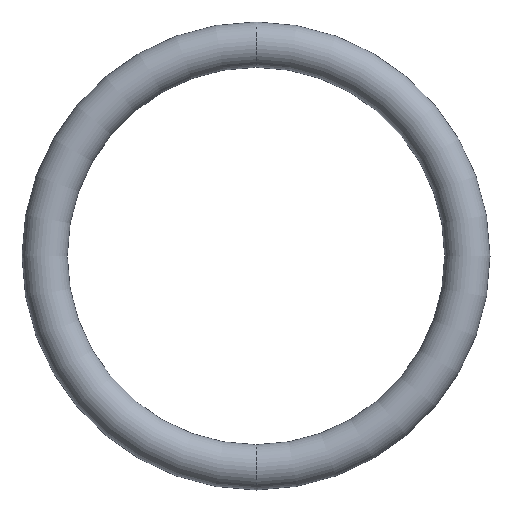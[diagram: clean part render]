
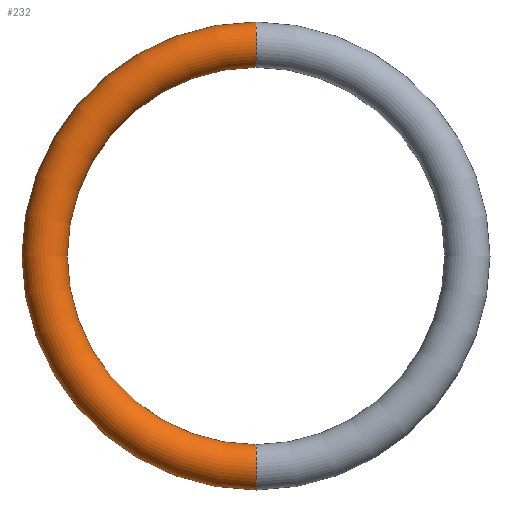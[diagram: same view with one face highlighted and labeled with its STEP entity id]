
A CAD part, front view. The second image highlights one B-rep face of the part: STEP entity #232.
In plain terms, the highlighted toroidal (fillet/blend) face has major radius 56 mm and minor radius 6 mm.
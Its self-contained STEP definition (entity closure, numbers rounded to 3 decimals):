
#3 = ORIENTED_EDGE ( 'NONE', *, *, #117, .T. ) ;
#8 = ORIENTED_EDGE ( 'NONE', *, *, #238, .F. ) ;
#26 = EDGE_CURVE ( 'NONE', #192, #32, #93, .T. ) ;
#32 = VERTEX_POINT ( 'NONE', #168 ) ;
#37 = FACE_OUTER_BOUND ( 'NONE', #227, .T. ) ;
#41 = ORIENTED_EDGE ( 'NONE', *, *, #246, .F. ) ;
#46 = DIRECTION ( 'NONE',  ( 0., 0., 1. ) ) ;
#48 = DIRECTION ( 'NONE',  ( -1., 0., 0. ) ) ;
#53 = CIRCLE ( 'NONE', #110, 6. ) ;
#54 = AXIS2_PLACEMENT_3D ( 'NONE', #126, #234, #90 ) ;
#61 = DIRECTION ( 'NONE',  ( 0., 0., -1. ) ) ;
#69 = CARTESIAN_POINT ( 'NONE',  ( 0., 0., -56. ) ) ;
#81 = VERTEX_POINT ( 'NONE', #212 ) ;
#90 = DIRECTION ( 'NONE',  ( 0., 0., -1. ) ) ;
#93 = CIRCLE ( 'NONE', #250, 62. ) ;
#109 = DIRECTION ( 'NONE',  ( 0., 0., -1. ) ) ;
#110 = AXIS2_PLACEMENT_3D ( 'NONE', #69, #48, #46 ) ;
#117 = EDGE_CURVE ( 'NONE', #32, #81, #53, .T. ) ;
#126 = CARTESIAN_POINT ( 'NONE',  ( 0., 0., 0. ) ) ;
#127 = AXIS2_PLACEMENT_3D ( 'NONE', #172, #148, #61 ) ;
#137 = TOROIDAL_SURFACE ( 'NONE', #54, 56., 6. ) ;
#140 = AXIS2_PLACEMENT_3D ( 'NONE', #197, #160, #245 ) ;
#141 = CIRCLE ( 'NONE', #140, 6. ) ;
#142 = DIRECTION ( 'NONE',  ( 0., -1., 0. ) ) ;
#148 = DIRECTION ( 'NONE',  ( 0., -1., 0. ) ) ;
#150 = CARTESIAN_POINT ( 'NONE',  ( 0., 0., 62. ) ) ;
#160 = DIRECTION ( 'NONE',  ( 1., 0., 0. ) ) ;
#164 = CIRCLE ( 'NONE', #127, 50. ) ;
#168 = CARTESIAN_POINT ( 'NONE',  ( 0., 0., -62. ) ) ;
#172 = CARTESIAN_POINT ( 'NONE',  ( 0., 0., 0. ) ) ;
#192 = VERTEX_POINT ( 'NONE', #150 ) ;
#197 = CARTESIAN_POINT ( 'NONE',  ( 0., 0., 56. ) ) ;
#212 = CARTESIAN_POINT ( 'NONE',  ( 0., 0., -50. ) ) ;
#227 = EDGE_LOOP ( 'NONE', ( #41, #237, #3, #8 ) ) ;
#232 = ADVANCED_FACE ( 'NONE', ( #37 ), #137, .T. ) ;
#234 = DIRECTION ( 'NONE',  ( 0., -1., 0. ) ) ;
#235 = CARTESIAN_POINT ( 'NONE',  ( 0., 0., 50. ) ) ;
#237 = ORIENTED_EDGE ( 'NONE', *, *, #26, .T. ) ;
#238 = EDGE_CURVE ( 'NONE', #240, #81, #164, .T. ) ;
#240 = VERTEX_POINT ( 'NONE', #235 ) ;
#245 = DIRECTION ( 'NONE',  ( 0., 0., -1. ) ) ;
#246 = EDGE_CURVE ( 'NONE', #192, #240, #141, .T. ) ;
#250 = AXIS2_PLACEMENT_3D ( 'NONE', #270, #142, #109 ) ;
#270 = CARTESIAN_POINT ( 'NONE',  ( 0., 0., 0. ) ) ;
